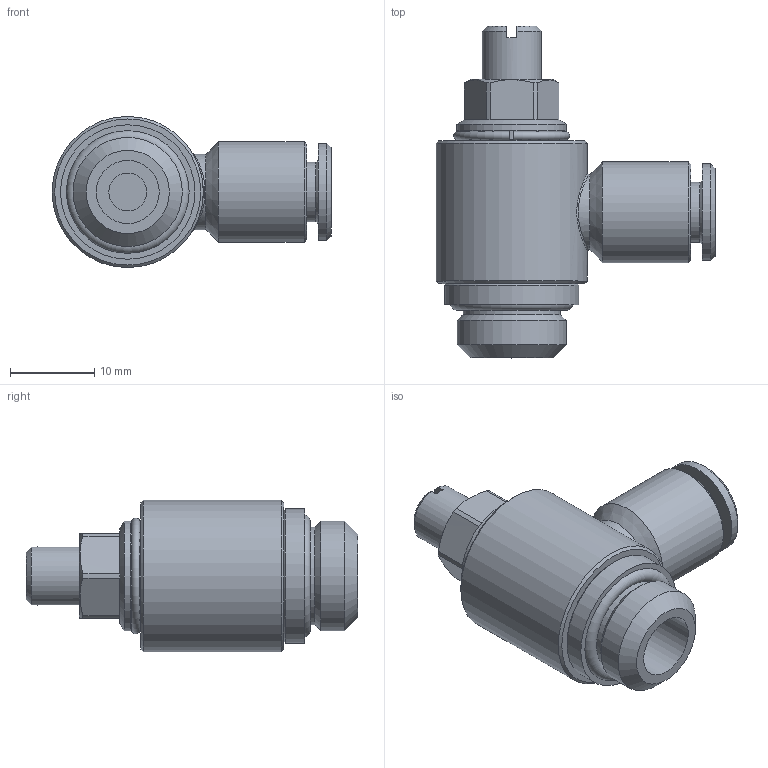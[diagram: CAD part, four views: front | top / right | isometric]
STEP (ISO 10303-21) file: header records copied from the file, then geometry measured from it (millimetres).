
FILE_DESCRIPTION( ( 'STEP AP214' ), '1' );
FILE_NAME( '04280C32.stp', '2021-04-20T07:42:20', ( 'License CC BY-ND 4.0' ), ( 'CADENAS' ), ' ', 'PARTsolutions', ' ' );
FILE_SCHEMA( ( 'AUTOMOTIVE_DESIGN { 1 0 10303 214 1 1 1 1 }' ) );
Length unit declared in the file: metre
Products named in the file (3): 04280C32; NONE
Assembly tree (2 placements, depth 2):
  04280C32
    NONE
    NONE
Bounding box: 33.3 x 39.51 x 18 mm (x, y, z)
Volume: 7324.6 mm3; surface area: 3657.8 mm2
Topology: 2 solids, 2 shells, 178 faces, 430 edges, 281 vertices
Faces by surface type: plane 96, bspline 45, cylinder 21, cone 14, torus 2
Full cylindrical faces by diameter (mm): 4.5 x1, 6.15 x1, 7 x1, 7.1 x1, 7.5 x1, 9 x1, 11.5 x1, 11.6 x1, 11.95 x1, 12 x1, 13 x1, 13.05 x2, 16 x1, 18 x1
Entity records: 9224 total; most frequent: CARTESIAN_POINT 4034, ORIENTED_EDGE 788, DIRECTION 622, EDGE_CURVE 394, VERTEX_POINT 274, EDGE_LOOP 232, LINE 222, VECTOR 222
